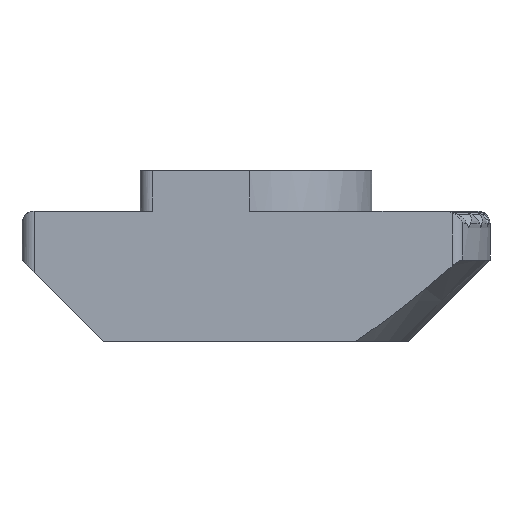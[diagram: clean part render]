
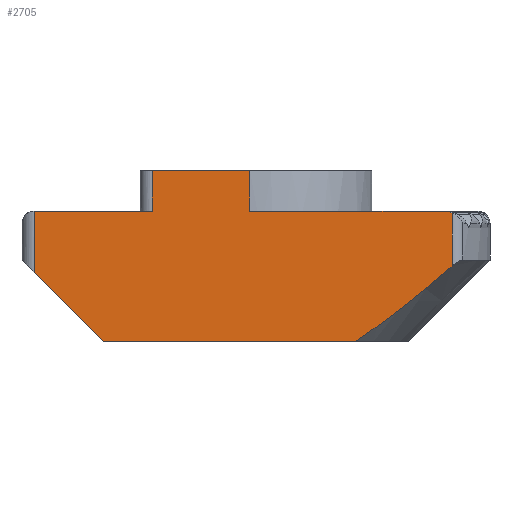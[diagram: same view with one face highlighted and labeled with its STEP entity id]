
A CAD part, front view. The second image highlights one B-rep face of the part: STEP entity #2705.
In plain terms, the highlighted planar face has unit normal (0, -1, 0).
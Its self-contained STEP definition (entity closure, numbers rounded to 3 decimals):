
#2 = CARTESIAN_POINT ( 'NONE',  ( -0.15, -2.85, 4.2 ) ) ;
#4 = DIRECTION ( 'NONE',  ( 0., 0., 1. ) ) ;
#16 = VECTOR ( 'NONE', #1288, 1000. ) ;
#19 = DIRECTION ( 'NONE',  ( 0.707, 0., -0.707 ) ) ;
#140 = EDGE_CURVE ( 'NONE', #1138, #1389, #153, .T. ) ;
#153 = LINE ( 'NONE', #2701, #2228 ) ;
#171 = DIRECTION ( 'NONE',  ( 1., 0., 0. ) ) ;
#176 = DIRECTION ( 'NONE',  ( 1., 0., 0. ) ) ;
#279 = LINE ( 'NONE', #805, #735 ) ;
#324 = ORIENTED_EDGE ( 'NONE', *, *, #1418, .F. ) ;
#326 = LINE ( 'NONE', #2139, #2194 ) ;
#348 = CARTESIAN_POINT ( 'NONE',  ( -5.45, -2.85, 3.2 ) ) ;
#358 = VERTEX_POINT ( 'NONE', #2527 ) ;
#400 = CARTESIAN_POINT ( 'NONE',  ( 4.817, -2.85, 3.162 ) ) ;
#416 = LINE ( 'NONE', #2290, #614 ) ;
#482 = CARTESIAN_POINT ( 'NONE',  ( 4.817, -2.85, 1.847 ) ) ;
#496 = CARTESIAN_POINT ( 'NONE',  ( -5.75, -2.85, 0. ) ) ;
#526 = ORIENTED_EDGE ( 'NONE', *, *, #701, .T. ) ;
#575 = B_SPLINE_CURVE_WITH_KNOTS ( 'NONE', 3,
 ( #927, #1886, #724, #1169, #1844, #482 ),
 .UNSPECIFIED., .F., .F.,
 ( 4, 2, 4 ),
 ( 0., 0.002, 0.003 ),
 .UNSPECIFIED. ) ;
#587 = CARTESIAN_POINT ( 'NONE',  ( 4.817, -2.85, 1.847 ) ) ;
#614 = VECTOR ( 'NONE', #176, 1000. ) ;
#681 = EDGE_CURVE ( 'NONE', #1738, #2004, #2654, .T. ) ;
#682 = B_SPLINE_CURVE_WITH_KNOTS ( 'NONE', 3,
 ( #1927, #2199, #2144, #1447 ),
 .UNSPECIFIED., .F., .F.,
 ( 4, 4 ),
 ( 0., 0.001 ),
 .UNSPECIFIED. ) ;
#689 = EDGE_CURVE ( 'NONE', #1138, #719, #279, .T. ) ;
#701 = EDGE_CURVE ( 'NONE', #926, #1738, #326, .T. ) ;
#719 = VERTEX_POINT ( 'NONE', #1501 ) ;
#724 = CARTESIAN_POINT ( 'NONE',  ( 3.262, -2.85, 0.575 ) ) ;
#735 = VECTOR ( 'NONE', #1735, 1000. ) ;
#805 = CARTESIAN_POINT ( 'NONE',  ( -2.85, -2.85, 4.2 ) ) ;
#876 = FACE_OUTER_BOUND ( 'NONE', #2769, .T. ) ;
#879 = EDGE_CURVE ( 'NONE', #719, #2285, #2368, .T. ) ;
#889 = CARTESIAN_POINT ( 'NONE',  ( 2.437, -2.85, 0. ) ) ;
#890 = CARTESIAN_POINT ( 'NONE',  ( -3.75, -2.85, 0. ) ) ;
#907 = ORIENTED_EDGE ( 'NONE', *, *, #689, .F. ) ;
#926 = VERTEX_POINT ( 'NONE', #1636 ) ;
#927 = CARTESIAN_POINT ( 'NONE',  ( 2.437, -2.85, 0. ) ) ;
#942 = EDGE_CURVE ( 'NONE', #2004, #2449, #575, .T. ) ;
#962 = VECTOR ( 'NONE', #171, 1000. ) ;
#973 = EDGE_CURVE ( 'NONE', #2449, #1635, #1898, .T. ) ;
#976 = ORIENTED_EDGE ( 'NONE', *, *, #1854, .T. ) ;
#1046 = AXIS2_PLACEMENT_3D ( 'NONE', #1861, #1887, #4 ) ;
#1091 = DIRECTION ( 'NONE',  ( 0., 0., -1. ) ) ;
#1119 = EDGE_CURVE ( 'NONE', #1974, #926, #1125, .T. ) ;
#1125 = LINE ( 'NONE', #1355, #2253 ) ;
#1138 = VERTEX_POINT ( 'NONE', #3004 ) ;
#1169 = CARTESIAN_POINT ( 'NONE',  ( 4.05, -2.85, 1.197 ) ) ;
#1239 = ORIENTED_EDGE ( 'NONE', *, *, #1119, .T. ) ;
#1287 = ORIENTED_EDGE ( 'NONE', *, *, #973, .T. ) ;
#1288 = DIRECTION ( 'NONE',  ( 0., 0., 1. ) ) ;
#1355 = CARTESIAN_POINT ( 'NONE',  ( -5.45, -2.85, 3.2 ) ) ;
#1374 = CARTESIAN_POINT ( 'NONE',  ( -2.55, -2.85, 3.2 ) ) ;
#1382 = DIRECTION ( 'NONE',  ( 0., 0., -1. ) ) ;
#1389 = VERTEX_POINT ( 'NONE', #1374 ) ;
#1418 = EDGE_CURVE ( 'NONE', #2285, #358, #416, .T. ) ;
#1447 = CARTESIAN_POINT ( 'NONE',  ( 4.645, -2.85, 3.2 ) ) ;
#1501 = CARTESIAN_POINT ( 'NONE',  ( -0.15, -2.85, 4.2 ) ) ;
#1511 = VECTOR ( 'NONE', #2911, 1000. ) ;
#1635 = VERTEX_POINT ( 'NONE', #400 ) ;
#1636 = CARTESIAN_POINT ( 'NONE',  ( -5.45, -2.85, 1.7 ) ) ;
#1676 = CARTESIAN_POINT ( 'NONE',  ( 4.817, -2.85, 3.2 ) ) ;
#1735 = DIRECTION ( 'NONE',  ( 1., 0., 0. ) ) ;
#1738 = VERTEX_POINT ( 'NONE', #890 ) ;
#1801 = PLANE ( 'NONE',  #1046 ) ;
#1844 = CARTESIAN_POINT ( 'NONE',  ( 4.436, -2.85, 1.519 ) ) ;
#1854 = EDGE_CURVE ( 'NONE', #1635, #358, #682, .T. ) ;
#1861 = CARTESIAN_POINT ( 'NONE',  ( -5.75, -2.85, 3.2 ) ) ;
#1886 = CARTESIAN_POINT ( 'NONE',  ( 2.86, -2.85, 0.275 ) ) ;
#1887 = DIRECTION ( 'NONE',  ( 0., 1., 0. ) ) ;
#1898 = LINE ( 'NONE', #1676, #16 ) ;
#1927 = CARTESIAN_POINT ( 'NONE',  ( 4.817, -2.85, 3.162 ) ) ;
#1974 = VERTEX_POINT ( 'NONE', #348 ) ;
#2004 = VERTEX_POINT ( 'NONE', #889 ) ;
#2005 = LINE ( 'NONE', #2960, #962 ) ;
#2031 = ORIENTED_EDGE ( 'NONE', *, *, #681, .T. ) ;
#2139 = CARTESIAN_POINT ( 'NONE',  ( -5.75, -2.85, 2. ) ) ;
#2144 = CARTESIAN_POINT ( 'NONE',  ( 4.705, -2.85, 3.2 ) ) ;
#2187 = ORIENTED_EDGE ( 'NONE', *, *, #942, .T. ) ;
#2194 = VECTOR ( 'NONE', #19, 1000. ) ;
#2199 = CARTESIAN_POINT ( 'NONE',  ( 4.764, -2.85, 3.187 ) ) ;
#2215 = ORIENTED_EDGE ( 'NONE', *, *, #140, .T. ) ;
#2228 = VECTOR ( 'NONE', #1091, 1000. ) ;
#2253 = VECTOR ( 'NONE', #2483, 1000. ) ;
#2285 = VERTEX_POINT ( 'NONE', #2833 ) ;
#2290 = CARTESIAN_POINT ( 'NONE',  ( -5.75, -2.85, 3.2 ) ) ;
#2368 = LINE ( 'NONE', #2, #2390 ) ;
#2390 = VECTOR ( 'NONE', #1382, 1000. ) ;
#2449 = VERTEX_POINT ( 'NONE', #587 ) ;
#2483 = DIRECTION ( 'NONE',  ( 0., 0., -1. ) ) ;
#2527 = CARTESIAN_POINT ( 'NONE',  ( 4.645, -2.85, 3.2 ) ) ;
#2583 = ORIENTED_EDGE ( 'NONE', *, *, #879, .F. ) ;
#2632 = ORIENTED_EDGE ( 'NONE', *, *, #3016, .F. ) ;
#2654 = LINE ( 'NONE', #496, #1511 ) ;
#2701 = CARTESIAN_POINT ( 'NONE',  ( -2.55, -2.85, 3.2 ) ) ;
#2705 = ADVANCED_FACE ( 'NONE', ( #876 ), #1801, .F. ) ;
#2769 = EDGE_LOOP ( 'NONE', ( #2187, #1287, #976, #324, #2583, #907, #2215, #2632, #1239, #526, #2031 ) ) ;
#2833 = CARTESIAN_POINT ( 'NONE',  ( -0.15, -2.85, 3.2 ) ) ;
#2911 = DIRECTION ( 'NONE',  ( 1., 0., 0. ) ) ;
#2960 = CARTESIAN_POINT ( 'NONE',  ( -5.75, -2.85, 3.2 ) ) ;
#3004 = CARTESIAN_POINT ( 'NONE',  ( -2.55, -2.85, 4.2 ) ) ;
#3016 = EDGE_CURVE ( 'NONE', #1974, #1389, #2005, .T. ) ;
